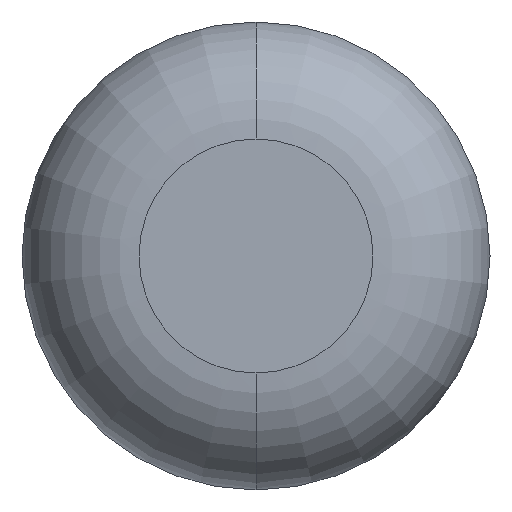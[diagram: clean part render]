
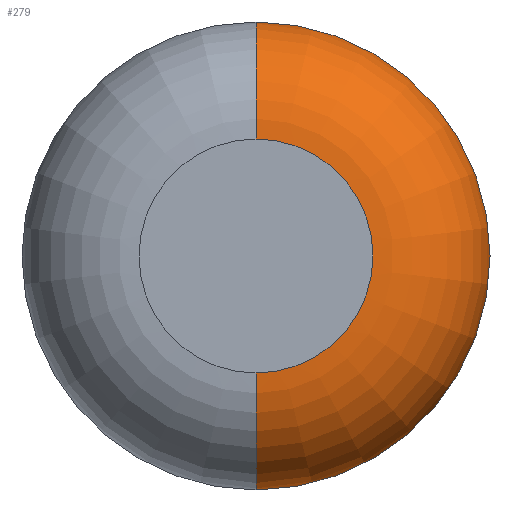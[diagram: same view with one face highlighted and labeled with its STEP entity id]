
A CAD part, front view. The second image highlights one B-rep face of the part: STEP entity #279.
In plain terms, the highlighted toroidal (fillet/blend) face has major radius 6.35 mm and minor radius 6.35 mm.
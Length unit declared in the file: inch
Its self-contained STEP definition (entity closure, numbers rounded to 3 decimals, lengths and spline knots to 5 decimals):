
#1 = DIRECTION ( 'NONE',  ( 0., 0., -1. ) ) ;
#10 = CARTESIAN_POINT ( 'NONE',  ( 0., 0.25, 0. ) ) ;
#15 = DIRECTION ( 'NONE',  ( 0., -1., 0. ) ) ;
#29 = AXIS2_PLACEMENT_3D ( 'NONE', #116, #457, #144 ) ;
#30 = ORIENTED_EDGE ( 'NONE', *, *, #288, .T. ) ;
#33 = EDGE_LOOP ( 'NONE', ( #237, #30, #461, #269 ) ) ;
#45 = CARTESIAN_POINT ( 'NONE',  ( 0., 0., 0.25 ) ) ;
#54 = DIRECTION ( 'NONE',  ( 1., 0., 0. ) ) ;
#55 = AXIS2_PLACEMENT_3D ( 'NONE', #489, #54, #371 ) ;
#67 = AXIS2_PLACEMENT_3D ( 'NONE', #428, #178, #1 ) ;
#111 = AXIS2_PLACEMENT_3D ( 'NONE', #10, #15, #230 ) ;
#116 = CARTESIAN_POINT ( 'NONE',  ( 0., 0., 0. ) ) ;
#144 = DIRECTION ( 'NONE',  ( 0., 0., -1. ) ) ;
#162 = VERTEX_POINT ( 'NONE', #302 ) ;
#163 = CIRCLE ( 'NONE', #55, 0.25 ) ;
#170 = TOROIDAL_SURFACE ( 'NONE', #111, 0.25, 0.25 ) ;
#174 = EDGE_CURVE ( 'NONE', #334, #193, #249, .T. ) ;
#178 = DIRECTION ( 'NONE',  ( 0., -1., 0. ) ) ;
#187 = FACE_OUTER_BOUND ( 'NONE', #33, .T. ) ;
#193 = VERTEX_POINT ( 'NONE', #516 ) ;
#230 = DIRECTION ( 'NONE',  ( 0., 0., -1. ) ) ;
#237 = ORIENTED_EDGE ( 'NONE', *, *, #490, .T. ) ;
#249 = CIRCLE ( 'NONE', #501, 0.25 ) ;
#250 = CIRCLE ( 'NONE', #67, 0.5 ) ;
#269 = ORIENTED_EDGE ( 'NONE', *, *, #174, .F. ) ;
#279 = ADVANCED_FACE ( 'NONE', ( #187 ), #170, .T. ) ;
#288 = EDGE_CURVE ( 'NONE', #162, #536, #163, .T. ) ;
#302 = CARTESIAN_POINT ( 'NONE',  ( 0., 0.25, 0.5 ) ) ;
#334 = VERTEX_POINT ( 'NONE', #453 ) ;
#363 = EDGE_CURVE ( 'NONE', #193, #536, #484, .T. ) ;
#371 = DIRECTION ( 'NONE',  ( 0., 0., -1. ) ) ;
#428 = CARTESIAN_POINT ( 'NONE',  ( 0., 0.25, 0. ) ) ;
#431 = DIRECTION ( 'NONE',  ( -1., 0., 0. ) ) ;
#453 = CARTESIAN_POINT ( 'NONE',  ( 0., 0.25, -0.5 ) ) ;
#457 = DIRECTION ( 'NONE',  ( 0., -1., 0. ) ) ;
#461 = ORIENTED_EDGE ( 'NONE', *, *, #363, .F. ) ;
#484 = CIRCLE ( 'NONE', #29, 0.25 ) ;
#489 = CARTESIAN_POINT ( 'NONE',  ( 0., 0.25, 0.25 ) ) ;
#490 = EDGE_CURVE ( 'NONE', #334, #162, #250, .T. ) ;
#501 = AXIS2_PLACEMENT_3D ( 'NONE', #511, #431, #508 ) ;
#508 = DIRECTION ( 'NONE',  ( 0., 0., 1. ) ) ;
#511 = CARTESIAN_POINT ( 'NONE',  ( 0., 0.25, -0.25 ) ) ;
#516 = CARTESIAN_POINT ( 'NONE',  ( 0., 0., -0.25 ) ) ;
#536 = VERTEX_POINT ( 'NONE', #45 ) ;
